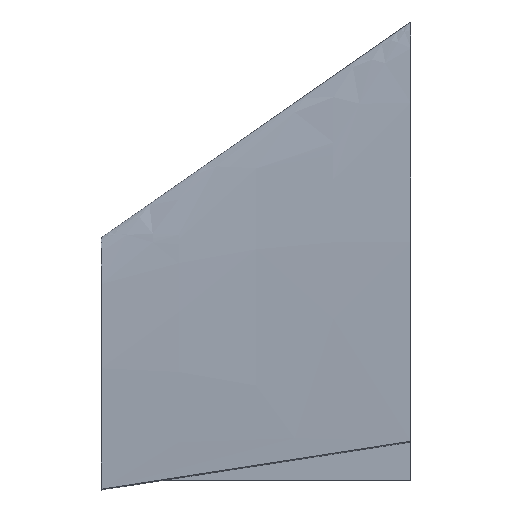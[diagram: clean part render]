
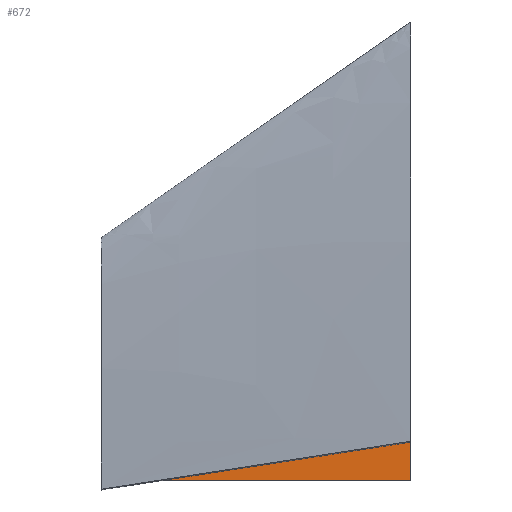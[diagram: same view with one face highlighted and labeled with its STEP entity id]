
A CAD part, top view. The second image highlights one B-rep face of the part: STEP entity #672.
In plain terms, the highlighted planar face has unit normal (0, 0, 1).
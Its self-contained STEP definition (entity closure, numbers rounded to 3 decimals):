
#12 = DIRECTION ( 'NONE',  ( 1., 0., 0. ) ) ;
#29 = LINE ( 'NONE', #577, #1129 ) ;
#96 = DIRECTION ( 'NONE',  ( 1., 0., 0. ) ) ;
#106 = DIRECTION ( 'NONE',  ( 0., -1., 0. ) ) ;
#199 = LINE ( 'NONE', #565, #844 ) ;
#258 = EDGE_CURVE ( 'NONE', #575, #1090, #29, .T. ) ;
#261 = VECTOR ( 'NONE', #967, 1000. ) ;
#265 = CARTESIAN_POINT ( 'NONE',  ( 0., 0., 3.175 ) ) ;
#280 = CARTESIAN_POINT ( 'NONE',  ( -184.15, 92.71, 3.175 ) ) ;
#309 = ORIENTED_EDGE ( 'NONE', *, *, #717, .T. ) ;
#364 = DIRECTION ( 'NONE',  ( 0., 1., 0. ) ) ;
#426 = ORIENTED_EDGE ( 'NONE', *, *, #957, .T. ) ;
#449 = PLANE ( 'NONE',  #757 ) ;
#468 = FACE_OUTER_BOUND ( 'NONE', #744, .T. ) ;
#470 = VECTOR ( 'NONE', #106, 1000. ) ;
#477 = LINE ( 'NONE', #635, #470 ) ;
#565 = CARTESIAN_POINT ( 'NONE',  ( -38.1, 194.31, 3.175 ) ) ;
#575 = VERTEX_POINT ( 'NONE', #693 ) ;
#577 = CARTESIAN_POINT ( 'NONE',  ( -184.15, -8.89, 3.175 ) ) ;
#635 = CARTESIAN_POINT ( 'NONE',  ( -184.15, -8.89, 3.175 ) ) ;
#667 = VERTEX_POINT ( 'NONE', #891 ) ;
#672 = ADVANCED_FACE ( 'NONE', ( #468 ), #449, .T. ) ;
#693 = CARTESIAN_POINT ( 'NONE',  ( -184.15, -8.89, 3.175 ) ) ;
#717 = EDGE_CURVE ( 'NONE', #962, #667, #797, .T. ) ;
#744 = EDGE_LOOP ( 'NONE', ( #426, #309, #1015, #819 ) ) ;
#755 = CARTESIAN_POINT ( 'NONE',  ( -38.1, -8.89, 3.175 ) ) ;
#757 = AXIS2_PLACEMENT_3D ( 'NONE', #265, #963, #12 ) ;
#797 = LINE ( 'NONE', #280, #261 ) ;
#801 = CARTESIAN_POINT ( 'NONE',  ( -38.1, 194.31, 3.175 ) ) ;
#819 = ORIENTED_EDGE ( 'NONE', *, *, #258, .T. ) ;
#844 = VECTOR ( 'NONE', #364, 1000. ) ;
#891 = CARTESIAN_POINT ( 'NONE',  ( -184.15, 92.71, 3.175 ) ) ;
#909 = EDGE_CURVE ( 'NONE', #667, #575, #477, .T. ) ;
#957 = EDGE_CURVE ( 'NONE', #1090, #962, #199, .T. ) ;
#962 = VERTEX_POINT ( 'NONE', #801 ) ;
#963 = DIRECTION ( 'NONE',  ( 0., 0., 1. ) ) ;
#967 = DIRECTION ( 'NONE',  ( -0.821, -0.571, 0. ) ) ;
#1015 = ORIENTED_EDGE ( 'NONE', *, *, #909, .T. ) ;
#1090 = VERTEX_POINT ( 'NONE', #755 ) ;
#1129 = VECTOR ( 'NONE', #96, 1000. ) ;
